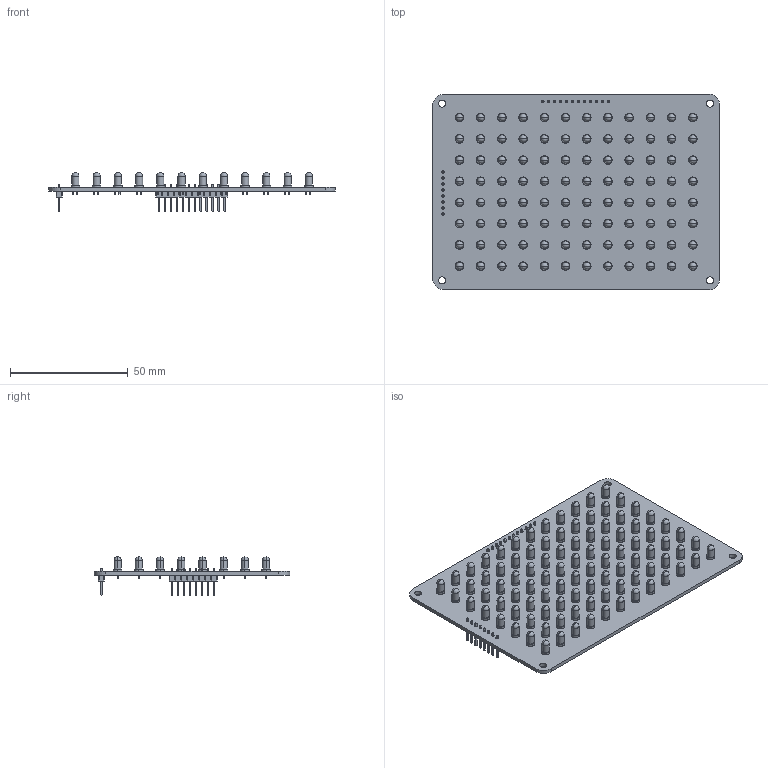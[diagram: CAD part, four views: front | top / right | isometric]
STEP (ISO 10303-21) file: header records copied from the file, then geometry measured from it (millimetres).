
FILE_DESCRIPTION(('KiCad electronic assembly'),'2;1');
FILE_NAME('LED Matrix.step','2018-07-03T13:55:58',('An Author'),( 'A Company'),'Open CASCADE STEP processor 6.8', 'KiCad to STEP converter','Unknown');
FILE_SCHEMA(('AUTOMOTIVE_DESIGN_CC2 { 1 2 10303 214 -1 1 5 4 }'));
Length unit declared in the file: millimetre
Products named in the file (8): Open CASCADE STEP translator 6.8 1; LED_D3.0mm; SOLID; Pin_Header_Straight_1x12_Pitch2.54mm; Pin_Header_Straight_1x08_Pitch2.54mm; COMPOUND
Assembly tree (102 placements, depth 3):
  Open CASCADE STEP translator 6.8 1
    LED_D3.0mm  x96
      SOLID
    Pin_Header_Straight_1x12_Pitch2.54mm
      SOLID
    Pin_Header_Straight_1x08_Pitch2.54mm
      SOLID
    COMPOUND
Bounding box: 121.5 x 83 x 16.41 mm (x, y, z)
Volume: 20447.5 mm3; surface area: 30535.3 mm2
Topology: 99 solids, 99 shells, 2442 faces, 5684 edges, 3576 vertices
Faces by surface type: plane 1646, cylinder 604, sphere 192
Full cylindrical faces by diameter (mm): 0.9 x192, 1 x20, 3.048 x4
Entity records: 52273 total; most frequent: CARTESIAN_POINT 8234, DIRECTION 7740, LINE 4728, VECTOR 4728, ORIENTED_EDGE 3764, PCURVE 3764, DEFINITIONAL_REPRESENTATION 3764, EDGE_CURVE 1882
